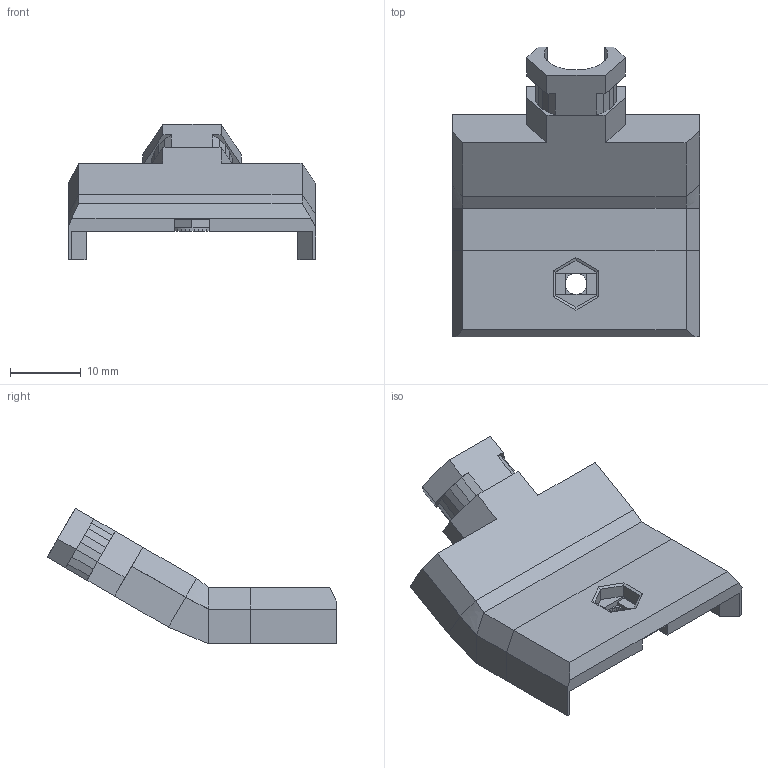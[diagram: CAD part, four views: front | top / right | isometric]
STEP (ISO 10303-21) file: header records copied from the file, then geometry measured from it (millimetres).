
FILE_DESCRIPTION(/* description */ (''),/* implementation_level */ '2;1');
FILE_NAME(/* name */ 'heatbed_cable_cover_30_degree_6mm_deeper v1.step',/* time_stamp */ '2018-11-06T23:14:26+01:00',/* author */ ('ruud.rademaker'),/* organization */ (''),/* preprocessor_version */ 'ST-DEVELOPER v17.2',/* originating_system */ 'Autodesk Translation Framework v7.6.0.251',/* authorisation */ '');
FILE_SCHEMA (('AUTOMOTIVE_DESIGN { 1 0 10303 214 3 1 1 }'));
Length unit declared in the file: millimetre
Products named in the file (1): heatbed_cable_cover_45_degree_6mm_deeper
Bounding box: 35 x 41 x 19.17 mm (x, y, z)
Volume: 3532.2 mm3; surface area: 4281.1 mm2
Topology: 1 solids, 1 shells, 239 faces, 699 edges, 427 vertices
Faces by surface type: plane 233, bspline 6
Entity records: 7777 total; most frequent: CARTESIAN_POINT 1449, ORIENTED_EDGE 1398, DIRECTION 1166, EDGE_CURVE 699, LINE 698, VECTOR 698, VERTEX_POINT 427, EDGE_LOOP 246
